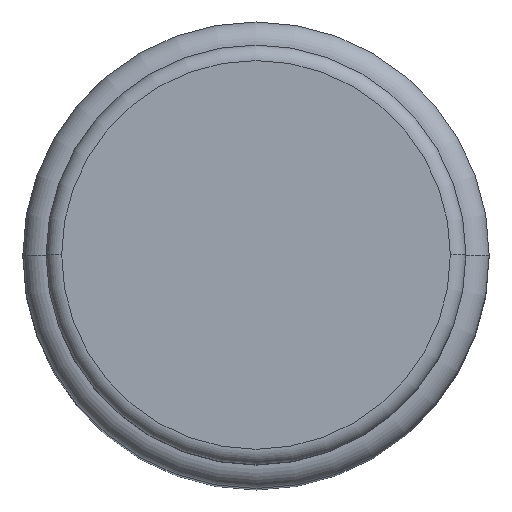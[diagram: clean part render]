
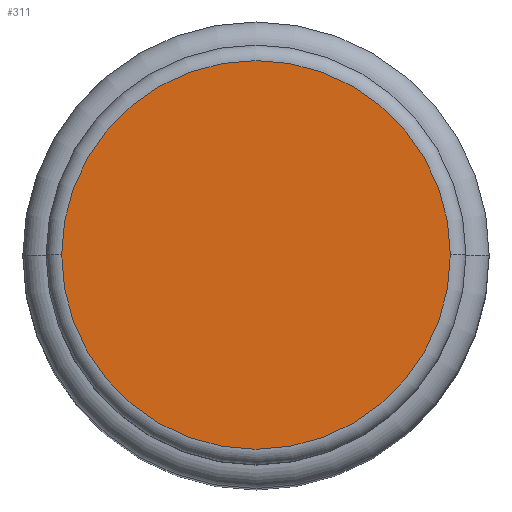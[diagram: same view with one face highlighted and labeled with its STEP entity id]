
A CAD part, top view. The second image highlights one B-rep face of the part: STEP entity #311.
In plain terms, the highlighted planar face has unit normal (0, 0, 1).
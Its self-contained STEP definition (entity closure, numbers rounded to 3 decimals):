
#76=CARTESIAN_POINT('',(0.,0.,10.));
#77=DIRECTION('',(0.,0.,1.));
#78=DIRECTION('',(1.,0.,0.));
#79=AXIS2_PLACEMENT_3D('',#76,#77,#78);
#81=CARTESIAN_POINT('',(0.,0.,10.));
#82=DIRECTION('',(0.,0.,1.));
#83=DIRECTION('',(-1.,0.,0.));
#84=AXIS2_PLACEMENT_3D('',#81,#82,#83);
#276=CARTESIAN_POINT('',(12.5,0.,10.));
#277=CARTESIAN_POINT('',(-12.5,0.,10.));
#278=VERTEX_POINT('',#276);
#279=VERTEX_POINT('',#277);
#300=CARTESIAN_POINT('',(0.,0.,10.));
#301=DIRECTION('',(0.,0.,1.));
#302=DIRECTION('',(1.,0.,0.));
#303=AXIS2_PLACEMENT_3D('',#300,#301,#302);
#304=PLANE('',#303);
#306=ORIENTED_EDGE('',*,*,#305,.F.);
#308=ORIENTED_EDGE('',*,*,#307,.F.);
#309=EDGE_LOOP('',(#306,#308));
#310=FACE_OUTER_BOUND('',#309,.F.);
#311=ADVANCED_FACE('',(#310),#304,.T.);
#80=CIRCLE('',#79,12.5);
#85=CIRCLE('',#84,12.5);
#305=EDGE_CURVE('',#278,#279,#80,.T.);
#307=EDGE_CURVE('',#279,#278,#85,.T.);
